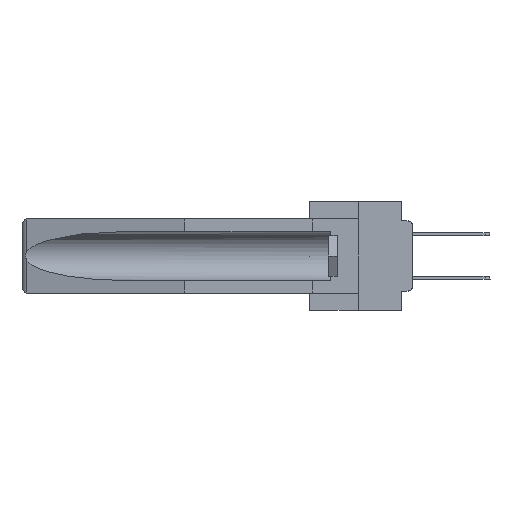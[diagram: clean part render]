
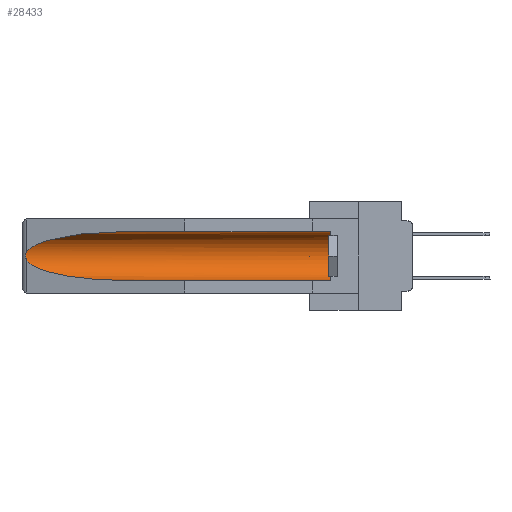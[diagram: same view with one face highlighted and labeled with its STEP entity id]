
A CAD part, left-side view. The second image highlights one B-rep face of the part: STEP entity #28433.
In plain terms, the highlighted cylindrical face has radius 2.857 mm (diameter 5.715 mm), a partial arc.
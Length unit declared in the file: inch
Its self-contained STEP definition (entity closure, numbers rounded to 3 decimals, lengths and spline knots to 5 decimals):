
#1088 = CARTESIAN_POINT ( 'NONE',  ( 0.21114, 1.30732, -0.284 ) ) ;
#3356 = CARTESIAN_POINT ( 'NONE',  ( 0.2673, 1.53269, -0.17917 ) ) ;
#3902 = VECTOR ( 'NONE', #31563, 39.37008 ) ;
#5606 = CARTESIAN_POINT ( 'NONE',  ( 0.155, -0.30754, -0.059 ) ) ;
#6470 = CARTESIAN_POINT ( 'NONE',  ( 0.2675, 1.53308, -0.16763 ) ) ;
#6578 = LINE ( 'NONE', #5606, #18117 ) ;
#6598 = CARTESIAN_POINT ( 'NONE',  ( 0.2675, 1.53308, -0.17534 ) ) ;
#7486 = VERTEX_POINT ( 'NONE', #38450 ) ;
#7827 = EDGE_CURVE ( 'NONE', #36486, #14687, #6578, .T. ) ;
#8099 = VERTEX_POINT ( 'NONE', #26493 ) ;
#8499 = CARTESIAN_POINT ( 'NONE',  ( 0.155, 0.126, -0.284 ) ) ;
#11447 = CARTESIAN_POINT ( 'NONE',  ( 0.155, 1.07973, -0.284 ) ) ;
#11740 = EDGE_CURVE ( 'NONE', #34388, #22797, #16385, .T. ) ;
#11799 = ORIENTED_EDGE ( 'NONE', *, *, #11740, .F. ) ;
#12689 = AXIS2_PLACEMENT_3D ( 'NONE', #37605, #19238, #25544 ) ;
#12758 = CARTESIAN_POINT ( 'NONE',  ( 0.26655, 1.53094, -0.18657 ) ) ;
#12884 = CARTESIAN_POINT ( 'NONE',  ( 0.155, 1.07973, -0.059 ) ) ;
#12901 = CARTESIAN_POINT ( 'NONE',  ( 0.155, 0.126, -0.059 ) ) ;
#13056 = CARTESIAN_POINT ( 'NONE',  ( 0.155, -0.30754, -0.284 ) ) ;
#13288 = CARTESIAN_POINT ( 'NONE',  ( 0.21114, 1.30732, -0.059 ) ) ;
#14359 =( BOUNDED_CURVE ( )  B_SPLINE_CURVE ( 3, ( #15236, #13288, #15856, #33240 ),
 .UNSPECIFIED., .F., .F. ) 
 B_SPLINE_CURVE_WITH_KNOTS ( ( 4, 4 ),
 ( 4.71239, 6.08839 ),
 .UNSPECIFIED. ) 
 CURVE ( )  GEOMETRIC_REPRESENTATION_ITEM ( )  RATIONAL_B_SPLINE_CURVE ( ( 1., 0.848, 0.848, 1. ) ) 
 REPRESENTATION_ITEM ( '' )  );
#14687 = VERTEX_POINT ( 'NONE', #12884 ) ;
#15236 = CARTESIAN_POINT ( 'NONE',  ( 0.155, 1.07973, -0.059 ) ) ;
#15455 = CARTESIAN_POINT ( 'NONE',  ( 0.26597, 1.5296, -0.19026 ) ) ;
#15856 = CARTESIAN_POINT ( 'NONE',  ( 0.25451, 1.48313, -0.09465 ) ) ;
#16385 = LINE ( 'NONE', #13056, #3902 ) ;
#17787 = FACE_OUTER_BOUND ( 'NONE', #27985, .T. ) ;
#17956 = EDGE_CURVE ( 'NONE', #14687, #8099, #14359, .T. ) ;
#18117 = VECTOR ( 'NONE', #36060, 39.37008 ) ;
#19238 = DIRECTION ( 'NONE',  ( 0., -1., 0. ) ) ;
#20207 = DIRECTION ( 'NONE',  ( 0., 1., 0. ) ) ;
#20687 = ORIENTED_EDGE ( 'NONE', *, *, #33273, .T. ) ;
#22797 = VERTEX_POINT ( 'NONE', #11447 ) ;
#23140 = DIRECTION ( 'NONE',  ( 0., 0., 1. ) ) ;
#23265 = ORIENTED_EDGE ( 'NONE', *, *, #7827, .T. ) ;
#24039 = ORIENTED_EDGE ( 'NONE', *, *, #37907, .T. ) ;
#24673 = AXIS2_PLACEMENT_3D ( 'NONE', #38436, #20207, #23140 ) ;
#25496 = CYLINDRICAL_SURFACE ( 'NONE', #24673, 0.1125 ) ;
#25544 = DIRECTION ( 'NONE',  ( 0., 0., 1. ) ) ;
#26493 = CARTESIAN_POINT ( 'NONE',  ( 0.26537, 1.52718, -0.14972 ) ) ;
#27985 = EDGE_LOOP ( 'NONE', ( #35496, #20687, #24039, #11799, #37403, #23265 ) ) ;
#28088 =( BOUNDED_CURVE ( )  B_SPLINE_CURVE ( 3, ( #34407, #34529, #1088, #28264 ),
 .UNSPECIFIED., .F., .T. ) 
 B_SPLINE_CURVE_WITH_KNOTS ( ( 4, 4 ),
 ( 0.1948, 1.5708 ),
 .UNSPECIFIED. ) 
 CURVE ( )  GEOMETRIC_REPRESENTATION_ITEM ( )  RATIONAL_B_SPLINE_CURVE ( ( 1., 0.848, 0.848, 1. ) ) 
 REPRESENTATION_ITEM ( '' )  );
#28264 = CARTESIAN_POINT ( 'NONE',  ( 0.155, 1.07973, -0.284 ) ) ;
#28433 = ADVANCED_FACE ( 'NONE', ( #17787 ), #25496, .F. ) ;
#30098 = CIRCLE ( 'NONE', #12689, 0.1125 ) ;
#30743 = CARTESIAN_POINT ( 'NONE',  ( 0.26597, 1.52961, -0.15275 ) ) ;
#31014 = CARTESIAN_POINT ( 'NONE',  ( 0.26654, 1.53092, -0.15636 ) ) ;
#31120 = CARTESIAN_POINT ( 'NONE',  ( 0.26537, 1.52718, -0.14972 ) ) ;
#31563 = DIRECTION ( 'NONE',  ( 0., 1., 0. ) ) ;
#33240 = CARTESIAN_POINT ( 'NONE',  ( 0.26537, 1.52718, -0.14972 ) ) ;
#33273 = EDGE_CURVE ( 'NONE', #8099, #7486, #35192, .T. ) ;
#34215 = CARTESIAN_POINT ( 'NONE',  ( 0.26537, 1.52718, -0.19328 ) ) ;
#34388 = VERTEX_POINT ( 'NONE', #8499 ) ;
#34407 = CARTESIAN_POINT ( 'NONE',  ( 0.26537, 1.52718, -0.19328 ) ) ;
#34529 = CARTESIAN_POINT ( 'NONE',  ( 0.25451, 1.48313, -0.24835 ) ) ;
#35039 = EDGE_CURVE ( 'NONE', #34388, #36486, #30098, .T. ) ;
#35192 = B_SPLINE_CURVE_WITH_KNOTS ( 'NONE', 3,
 ( #31120, #30743, #31014, #37185, #6470, #6598, #3356, #12758, #15455, #34215 ),
 .UNSPECIFIED., .F., .F.,
 ( 4, 2, 2, 2, 4 ),
 ( 0., 0.00029, 0.00058, 0.00087, 0.00117 ),
 .UNSPECIFIED. ) ;
#35496 = ORIENTED_EDGE ( 'NONE', *, *, #17956, .T. ) ;
#36060 = DIRECTION ( 'NONE',  ( 0., 1., 0. ) ) ;
#36486 = VERTEX_POINT ( 'NONE', #12901 ) ;
#37185 = CARTESIAN_POINT ( 'NONE',  ( 0.2673, 1.5327, -0.16383 ) ) ;
#37403 = ORIENTED_EDGE ( 'NONE', *, *, #35039, .T. ) ;
#37605 = CARTESIAN_POINT ( 'NONE',  ( 0.155, 0.126, -0.1715 ) ) ;
#37907 = EDGE_CURVE ( 'NONE', #7486, #22797, #28088, .T. ) ;
#38436 = CARTESIAN_POINT ( 'NONE',  ( 0.155, -0.30754, -0.1715 ) ) ;
#38450 = CARTESIAN_POINT ( 'NONE',  ( 0.26537, 1.52718, -0.19328 ) ) ;
